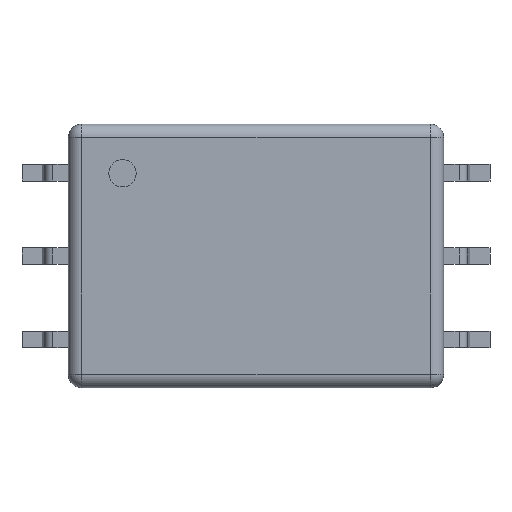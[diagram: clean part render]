
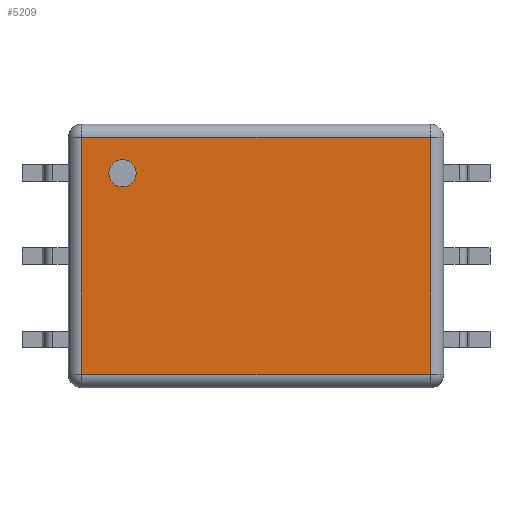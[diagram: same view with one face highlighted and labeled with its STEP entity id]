
A CAD part, top view. The second image highlights one B-rep face of the part: STEP entity #5209.
In plain terms, the highlighted face is planar.
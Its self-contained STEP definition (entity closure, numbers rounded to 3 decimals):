
#210=LINE('',#7454,#520);
#213=LINE('',#7461,#523);
#214=LINE('',#7474,#524);
#217=LINE('',#7480,#527);
#520=VECTOR('',#6317,1000.);
#523=VECTOR('',#6324,1000.);
#524=VECTOR('',#6341,1000.);
#527=VECTOR('',#6348,1000.);
#1630=ORIENTED_EDGE('',*,*,#2127,.T.);
#1631=ORIENTED_EDGE('',*,*,#2123,.T.);
#1632=ORIENTED_EDGE('',*,*,#2133,.T.);
#1633=ORIENTED_EDGE('',*,*,#2137,.T.);
#1634=ORIENTED_EDGE('',*,*,#1846,.F.);
#1635=ORIENTED_EDGE('',*,*,#2320,.F.);
#1846=EDGE_CURVE('',#2371,#2370,#2682,.T.);
#2123=EDGE_CURVE('',#2528,#2532,#210,.T.);
#2127=EDGE_CURVE('',#2533,#2528,#213,.T.);
#2133=EDGE_CURVE('',#2532,#2538,#214,.T.);
#2137=EDGE_CURVE('',#2538,#2533,#217,.T.);
#2320=EDGE_CURVE('',#2370,#2371,#2865,.T.);
#2370=VERTEX_POINT('',#6875);
#2371=VERTEX_POINT('',#6877);
#2528=VERTEX_POINT('',#7445);
#2532=VERTEX_POINT('',#7453);
#2533=VERTEX_POINT('',#7458);
#2538=VERTEX_POINT('',#7473);
#2682=CIRCLE('',#5257,0.415);
#2865=CIRCLE('',#5627,0.415);
#3080=EDGE_LOOP('',(#1630,#1631,#1632,#1633));
#3081=EDGE_LOOP('',(#1634,#1635));
#3314=FACE_BOUND('',#3080,.T.);
#3315=FACE_BOUND('',#3081,.T.);
#3419=PLANE('',#5626);
#5209=ADVANCED_FACE('',(#3314,#3315),#3419,.T.);
#5257=AXIS2_PLACEMENT_3D('',#6878,#5699,#5700);
#5626=AXIS2_PLACEMENT_3D('',#7862,#6720,#6721);
#5627=AXIS2_PLACEMENT_3D('',#7863,#6722,#6723);
#5699=DIRECTION('',(0.,1.,0.));
#5700=DIRECTION('',(1.,0.,0.));
#6317=DIRECTION('',(1.,0.,0.));
#6324=DIRECTION('',(0.,0.,1.));
#6341=DIRECTION('',(0.,0.,-1.));
#6348=DIRECTION('',(-1.,0.,0.));
#6720=DIRECTION('',(0.,1.,0.));
#6721=DIRECTION('',(-1.,0.,0.));
#6722=DIRECTION('',(0.,1.,0.));
#6723=DIRECTION('',(1.,0.,0.));
#6875=CARTESIAN_POINT('',(-6.25,4.09,-3.31));
#6877=CARTESIAN_POINT('',(-7.08,4.09,-3.31));
#6878=CARTESIAN_POINT('',(-6.665,4.09,-3.31));
#7445=CARTESIAN_POINT('',(-7.755,4.09,-2.07));
#7453=CARTESIAN_POINT('',(-0.545,4.09,-2.07));
#7454=CARTESIAN_POINT('',(-0.135,4.09,-2.07));
#7458=CARTESIAN_POINT('',(-7.755,4.09,-12.68));
#7461=CARTESIAN_POINT('',(-7.755,4.09,-13.09));
#7473=CARTESIAN_POINT('',(-0.545,4.09,-12.68));
#7474=CARTESIAN_POINT('',(-0.545,4.09,-12.68));
#7480=CARTESIAN_POINT('',(-0.135,4.09,-12.68));
#7862=CARTESIAN_POINT('',(-0.135,4.09,-13.09));
#7863=CARTESIAN_POINT('',(-6.665,4.09,-3.31));
